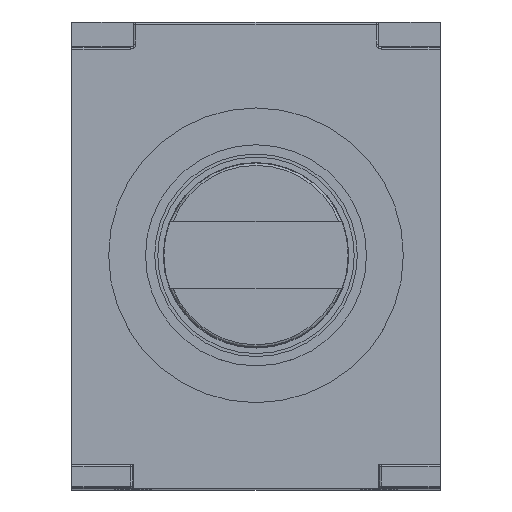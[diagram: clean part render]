
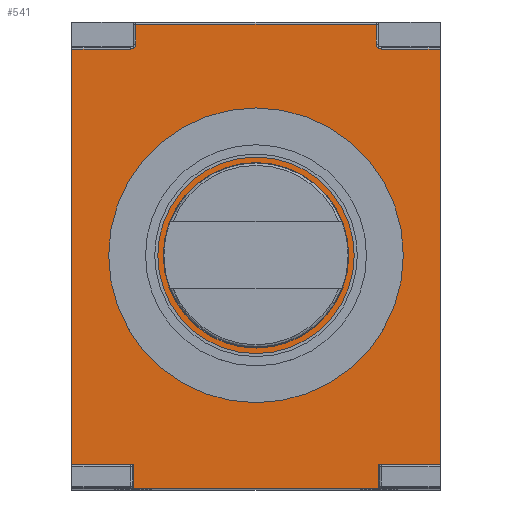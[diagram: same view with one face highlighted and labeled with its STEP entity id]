
A CAD part, top view. The second image highlights one B-rep face of the part: STEP entity #541.
In plain terms, the highlighted planar face has unit normal (0, 0, 1).
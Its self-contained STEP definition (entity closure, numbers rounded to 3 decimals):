
#541=ADVANCED_FACE('',(#1131,#1132),#1133,.T.);
#1131=FACE_OUTER_BOUND('',#4361,.T.);
#1132=FACE_BOUND('',#4362,.T.);
#1133=PLANE('',#4363);
#4361=EDGE_LOOP('',(#5525,#5526,#5527,#5528,#5529,#5530,#5531,#5532,#5533,#5534,#5535,#5536,#5537,#5538));
#4362=EDGE_LOOP('',(#5539,#5540));
#4363=AXIS2_PLACEMENT_3D('',#5541,#5542,#5543);
#5525=ORIENTED_EDGE('',*,*,#6814,.F.);
#5526=ORIENTED_EDGE('',*,*,#6826,.T.);
#5527=ORIENTED_EDGE('',*,*,#6851,.T.);
#5528=ORIENTED_EDGE('',*,*,#6855,.T.);
#5529=ORIENTED_EDGE('',*,*,#6858,.T.);
#5530=ORIENTED_EDGE('',*,*,#6860,.T.);
#5531=ORIENTED_EDGE('',*,*,#6848,.T.);
#5532=ORIENTED_EDGE('',*,*,#6838,.T.);
#5533=ORIENTED_EDGE('',*,*,#6821,.F.);
#5534=ORIENTED_EDGE('',*,*,#6758,.F.);
#5535=ORIENTED_EDGE('',*,*,#6797,.F.);
#5536=ORIENTED_EDGE('',*,*,#6795,.F.);
#5537=ORIENTED_EDGE('',*,*,#6803,.F.);
#5538=ORIENTED_EDGE('',*,*,#6774,.F.);
#5539=ORIENTED_EDGE('',*,*,#6684,.T.);
#5540=ORIENTED_EDGE('',*,*,#6845,.T.);
#5541=CARTESIAN_POINT('',(0.0,0.0,-0.5));
#5542=DIRECTION('',(0.0,0.0,1.0));
#5543=DIRECTION('',(1.0,0.0,0.0));
#6684=EDGE_CURVE('',#7485,#7489,#7491,.T.);
#6758=EDGE_CURVE('',#7614,#7616,#7617,.T.);
#6774=EDGE_CURVE('',#7636,#7637,#7638,.T.);
#6795=EDGE_CURVE('',#7653,#7659,#7663,.T.);
#6797=EDGE_CURVE('',#7659,#7614,#7665,.T.);
#6803=EDGE_CURVE('',#7637,#7653,#7671,.T.);
#6814=EDGE_CURVE('',#7681,#7636,#7683,.T.);
#6821=EDGE_CURVE('',#7616,#7691,#7692,.T.);
#6826=EDGE_CURVE('',#7681,#7697,#7699,.T.);
#6838=EDGE_CURVE('',#7716,#7691,#7717,.T.);
#6845=EDGE_CURVE('',#7489,#7485,#7724,.T.);
#6848=EDGE_CURVE('',#7726,#7716,#7728,.T.);
#6851=EDGE_CURVE('',#7697,#7730,#7732,.T.);
#6855=EDGE_CURVE('',#7730,#7735,#7737,.T.);
#6858=EDGE_CURVE('',#7735,#7739,#7741,.T.);
#6860=EDGE_CURVE('',#7739,#7726,#7743,.T.);
#7485=VERTEX_POINT('',#8900);
#7489=VERTEX_POINT('',#8905);
#7491=CIRCLE('',#8908,7.55);
#7614=VERTEX_POINT('',#9059);
#7616=VERTEX_POINT('',#9061);
#7617=CIRCLE('',#9062,0.4);
#7636=VERTEX_POINT('',#9082);
#7637=VERTEX_POINT('',#9083);
#7638=CIRCLE('',#9084,0.4);
#7653=VERTEX_POINT('',#9099);
#7659=VERTEX_POINT('',#9105);
#7663=LINE('',#9109,#9110);
#7665=LINE('',#9112,#9113);
#7671=LINE('',#9121,#9122);
#7681=VERTEX_POINT('',#9136);
#7683=LINE('',#9138,#9139);
#7691=VERTEX_POINT('',#9149);
#7692=LINE('',#9150,#9151);
#7697=VERTEX_POINT('',#9157);
#7699=LINE('',#9160,#9161);
#7716=VERTEX_POINT('',#9186);
#7717=LINE('',#9187,#9188);
#7724=CIRCLE('',#9196,7.55);
#7726=VERTEX_POINT('',#9198);
#7728=LINE('',#9201,#9202);
#7730=VERTEX_POINT('',#9204);
#7732=LINE('',#9207,#9208);
#7735=VERTEX_POINT('',#9211);
#7737=LINE('',#9214,#9215);
#7739=VERTEX_POINT('',#9217);
#7741=LINE('',#9220,#9221);
#7743=LINE('',#9223,#9224);
#8900=CARTESIAN_POINT('',(7.55,0.0,-0.5));
#8905=CARTESIAN_POINT('',(-7.55,0.,-0.5));
#8908=AXIS2_PLACEMENT_3D('',#10175,#10176,#10177);
#9059=CARTESIAN_POINT('',(9.8,17.2,-0.5));
#9061=CARTESIAN_POINT('',(10.2,16.8,-0.5));
#9062=AXIS2_PLACEMENT_3D('',#10296,#10297,#10298);
#9082=CARTESIAN_POINT('',(-10.2,16.8,-0.5));
#9083=CARTESIAN_POINT('',(-9.8,17.2,-0.5));
#9084=AXIS2_PLACEMENT_3D('',#10330,#10331,#10332);
#9099=CARTESIAN_POINT('',(-9.8,18.8,-0.5));
#9105=CARTESIAN_POINT('',(9.8,18.8,-0.5));
#9109=CARTESIAN_POINT('',(5.0,18.8,-0.5));
#9110=VECTOR('',#10378,1.);
#9112=CARTESIAN_POINT('',(9.8,-9.5,-0.5));
#9113=VECTOR('',#10379,1.);
#9121=CARTESIAN_POINT('',(-9.8,9.5,-0.5));
#9122=VECTOR('',#10382,1.);
#9136=CARTESIAN_POINT('',(-15.0,16.8,-0.5));
#9138=CARTESIAN_POINT('',(7.5,16.8,-0.5));
#9139=VECTOR('',#10390,1.0);
#9149=CARTESIAN_POINT('',(15.0,16.8,-0.5));
#9150=CARTESIAN_POINT('',(7.5,16.8,-0.5));
#9151=VECTOR('',#10396,1.0);
#9157=CARTESIAN_POINT('',(-15.0,-17.0,-0.5));
#9160=CARTESIAN_POINT('',(-15.0,17.0,-0.5));
#9161=VECTOR('',#10402,1.0);
#9186=CARTESIAN_POINT('',(15.0,-17.0,-0.5));
#9187=CARTESIAN_POINT('',(15.0,-17.0,-0.5));
#9188=VECTOR('',#10414,1.0);
#9196=AXIS2_PLACEMENT_3D('',#10416,#10417,#10418);
#9198=CARTESIAN_POINT('',(10.0,-17.0,-0.5));
#9201=CARTESIAN_POINT('',(-15.0,-17.0,-0.5));
#9202=VECTOR('',#10420,1.0);
#9204=CARTESIAN_POINT('',(-10.0,-17.0,-0.5));
#9207=CARTESIAN_POINT('',(-15.0,-17.0,-0.5));
#9208=VECTOR('',#10422,1.0);
#9211=CARTESIAN_POINT('',(-10.0,-19.0,-0.5));
#9214=CARTESIAN_POINT('',(-10.0,19.0,-0.5));
#9215=VECTOR('',#10424,1.);
#9217=CARTESIAN_POINT('',(10.0,-19.0,-0.5));
#9220=CARTESIAN_POINT('',(-10.0,-19.0,-0.5));
#9221=VECTOR('',#10426,1.);
#9223=CARTESIAN_POINT('',(10.0,-19.0,-0.5));
#9224=VECTOR('',#10427,1.);
#10175=CARTESIAN_POINT('',(0.0,0.0,-0.5));
#10176=DIRECTION('',(0.0,0.0,-1.0));
#10177=DIRECTION('',(1.0,0.0,0.0));
#10296=CARTESIAN_POINT('',(10.2,17.2,-0.5));
#10297=DIRECTION('',(0.0,0.0,1.0));
#10298=DIRECTION('',(-0.707,-0.707,0.0));
#10330=CARTESIAN_POINT('',(-10.2,17.2,-0.5));
#10331=DIRECTION('',(0.0,0.0,1.0));
#10332=DIRECTION('',(0.707,-0.707,0.0));
#10378=DIRECTION('',(1.0,0.0,0.0));
#10379=DIRECTION('',(-0.0,-1.0,-0.0));
#10382=DIRECTION('',(0.0,1.0,0.0));
#10390=DIRECTION('',(1.0,0.0,0.0));
#10396=DIRECTION('',(1.0,0.0,0.0));
#10402=DIRECTION('',(0.0,-1.0,0.0));
#10414=DIRECTION('',(0.0,1.0,0.0));
#10416=CARTESIAN_POINT('',(0.0,0.0,-0.5));
#10417=DIRECTION('',(0.0,0.0,-1.0));
#10418=DIRECTION('',(1.0,0.0,0.0));
#10420=DIRECTION('',(1.0,0.0,0.0));
#10422=DIRECTION('',(1.0,0.0,0.0));
#10424=DIRECTION('',(0.0,-1.0,0.0));
#10426=DIRECTION('',(1.0,0.0,0.0));
#10427=DIRECTION('',(0.0,1.0,0.0));
